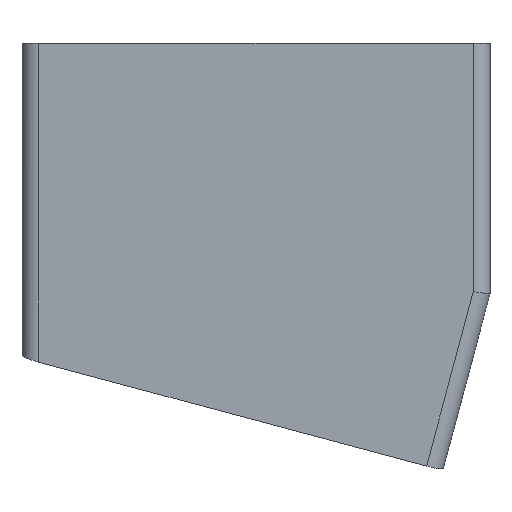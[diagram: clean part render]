
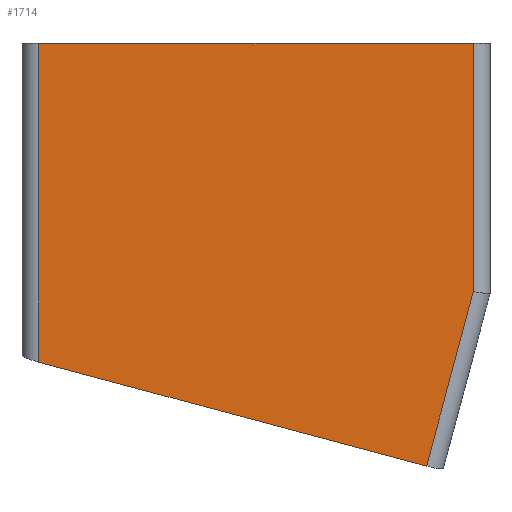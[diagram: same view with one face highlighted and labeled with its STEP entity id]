
A CAD part, front view. The second image highlights one B-rep face of the part: STEP entity #1714.
In plain terms, the highlighted planar face has unit normal (0, -1, 0).
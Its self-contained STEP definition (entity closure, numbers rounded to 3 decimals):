
#110=PLANE('',#1891);
#198=FACE_OUTER_BOUND('',#307,.T.);
#307=EDGE_LOOP('',(#1463,#1464,#1465,#1466,#1467));
#469=LINE('',#3011,#623);
#475=LINE('',#3029,#629);
#476=LINE('',#3032,#630);
#477=LINE('',#3034,#631);
#478=LINE('',#3035,#632);
#623=VECTOR('',#2320,10.);
#629=VECTOR('',#2340,10.);
#630=VECTOR('',#2343,10.);
#631=VECTOR('',#2344,10.);
#632=VECTOR('',#2345,10.);
#847=VERTEX_POINT('',#3008);
#848=VERTEX_POINT('',#3010);
#853=VERTEX_POINT('',#3027);
#854=VERTEX_POINT('',#3031);
#855=VERTEX_POINT('',#3033);
#1063=EDGE_CURVE('',#848,#847,#469,.F.);
#1073=EDGE_CURVE('',#848,#853,#475,.T.);
#1074=EDGE_CURVE('',#854,#847,#476,.T.);
#1075=EDGE_CURVE('',#855,#854,#477,.T.);
#1076=EDGE_CURVE('',#853,#855,#478,.T.);
#1463=ORIENTED_EDGE('',*,*,#1073,.F.);
#1464=ORIENTED_EDGE('',*,*,#1063,.T.);
#1465=ORIENTED_EDGE('',*,*,#1074,.F.);
#1466=ORIENTED_EDGE('',*,*,#1075,.F.);
#1467=ORIENTED_EDGE('',*,*,#1076,.F.);
#1714=ADVANCED_FACE('',(#198),#110,.T.);
#1891=AXIS2_PLACEMENT_3D('',#3030,#2341,#2342);
#2320=DIRECTION('',(-0.966,0.,0.259));
#2340=DIRECTION('',(0.,0.,1.));
#2341=DIRECTION('center_axis',(0.,-1.,0.));
#2342=DIRECTION('ref_axis',(1.,0.,0.));
#2343=DIRECTION('',(-0.259,0.,-0.966));
#2344=DIRECTION('',(0.,0.,-1.));
#2345=DIRECTION('',(1.,0.,0.));
#3008=CARTESIAN_POINT('',(20.409,-28.,-20.604));
#3010=CARTESIAN_POINT('',(-26.,-28.,-8.169));
#3011=CARTESIAN_POINT('',(-3.784,-28.,-14.121));
#3027=CARTESIAN_POINT('',(-26.,-28.,30.));
#3029=CARTESIAN_POINT('',(-26.,-28.,0.));
#3030=CARTESIAN_POINT('Origin',(-28.,-28.,0.));
#3031=CARTESIAN_POINT('',(26.,-28.,0.263));
#3032=CARTESIAN_POINT('',(24.193,-28.,-6.482));
#3033=CARTESIAN_POINT('',(26.,-28.,30.));
#3034=CARTESIAN_POINT('',(26.,-28.,0.));
#3035=CARTESIAN_POINT('',(-28.,-28.,30.));
